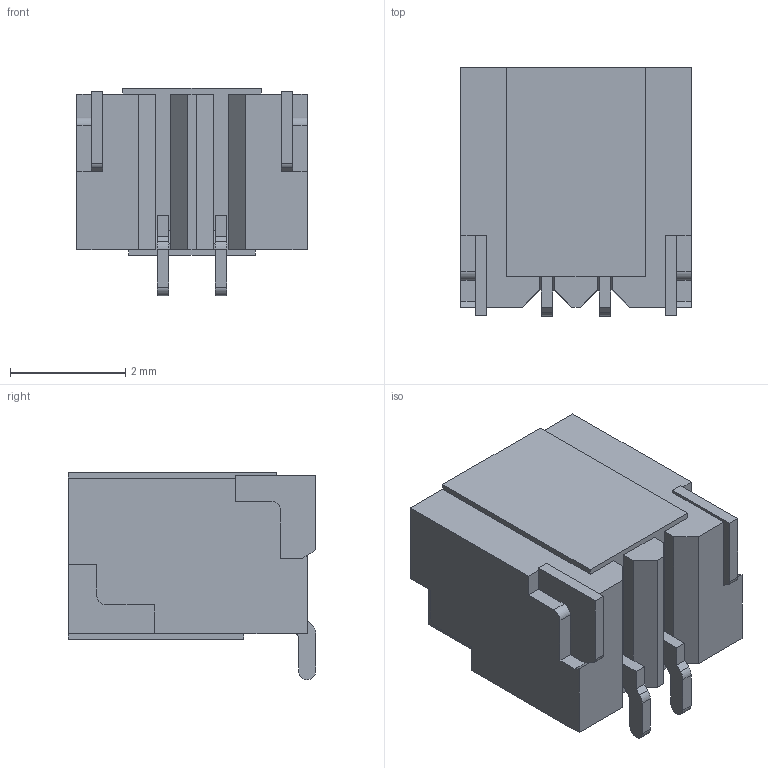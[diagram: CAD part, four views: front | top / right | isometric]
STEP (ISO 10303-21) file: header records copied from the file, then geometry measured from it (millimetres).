
FILE_DESCRIPTION (( 'STEP AP214' ), '1' );
FILE_NAME ('10147605-00002LF.STEP', '2022-04-21T07:44:33', ( '' ), ( '' ), 'SwSTEP 2.0', 'SolidWorks 2017', '' );
FILE_SCHEMA (( 'AUTOMOTIVE_DESIGN' ));
Length unit declared in the file: millimetre
Products named in the file (1): 10147605-00002LF
Bounding box: 4 x 4.3 x 3.6 mm (x, y, z)
Volume: 26.7 mm3; surface area: 129 mm2
Topology: 7 solids, 7 shells, 155 faces, 398 edges, 260 vertices
Faces by surface type: plane 133, cylinder 22
Entity records: 4870 total; most frequent: CARTESIAN_POINT 814, ORIENTED_EDGE 796, DIRECTION 754, EDGE_CURVE 398, LINE 354, VECTOR 354, VERTEX_POINT 260, AXIS2_PLACEMENT_3D 200
